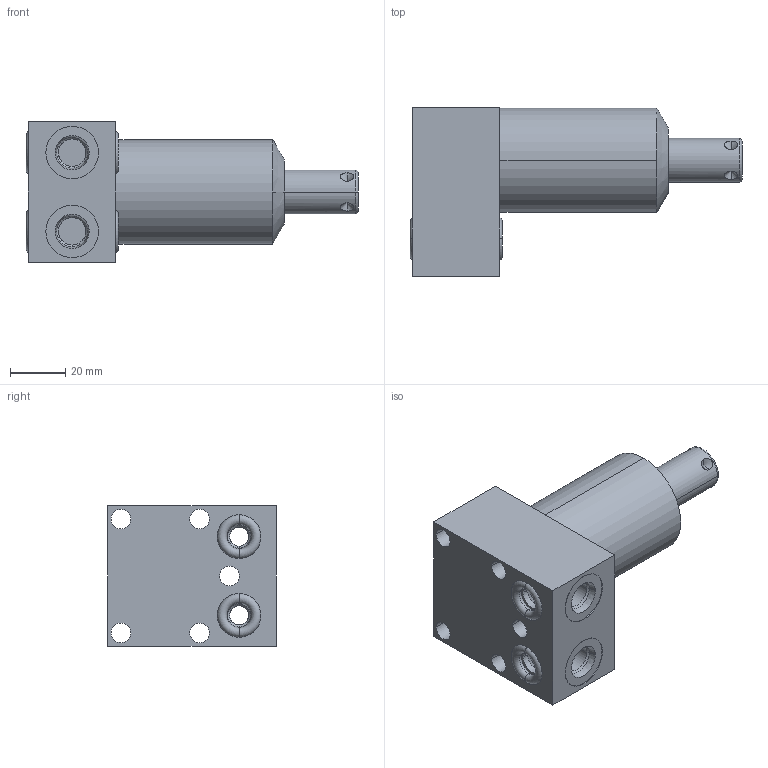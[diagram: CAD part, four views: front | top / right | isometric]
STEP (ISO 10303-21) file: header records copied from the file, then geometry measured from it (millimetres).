
FILE_DESCRIPTION((''),'2;1');
FILE_NAME('ILC15220904R','2021-06-02T',('Asawyer'),(''),'PRO/ENGINEER BY PARAMETRIC TECHNOLOGY CORPORATION, 2013320','PRO/ENGINEER BY PARAMETRIC TECHNOLOGY CORPORATION, 2013320','');
FILE_SCHEMA(('CONFIG_CONTROL_DESIGN'));
Length unit declared in the file: inch
Products named in the file (1): ILC15220904R
Bounding box: 120.37 x 61.11 x 50.8 mm (x, y, z)
Volume: 158281.3 mm3; surface area: 29350.9 mm2
Topology: 5 solids, 6 shells, 113 faces, 262 edges, 153 vertices
Faces by surface type: cylinder 42, cone 36, torus 18, plane 17
Entity records: 3434 total; most frequent: CARTESIAN_POINT 747, DIRECTION 606, ORIENTED_EDGE 500, AXIS2_PLACEMENT_3D 256, EDGE_CURVE 252, VERTEX_POINT 153, EDGE_LOOP 143, CIRCLE 142
